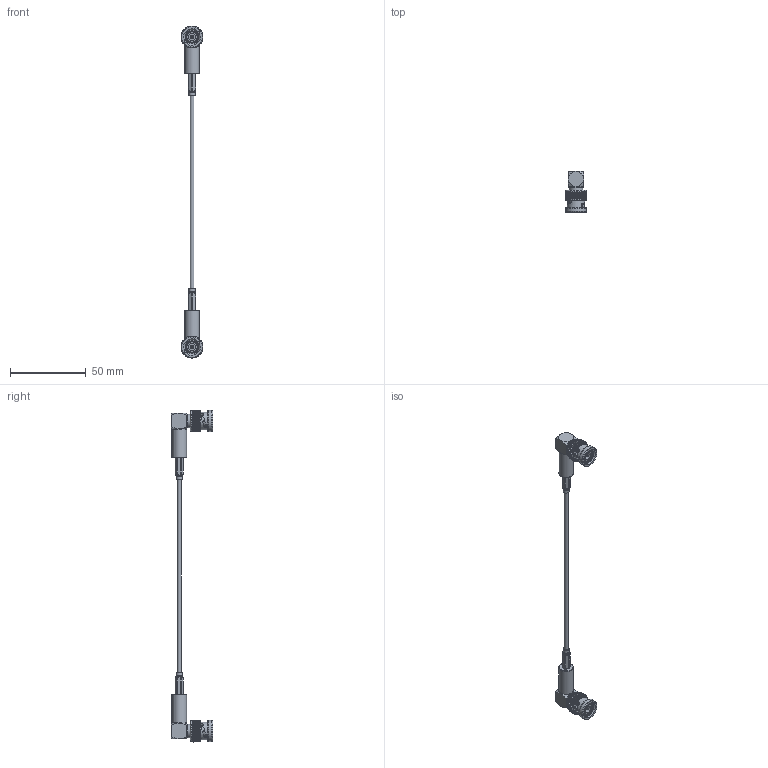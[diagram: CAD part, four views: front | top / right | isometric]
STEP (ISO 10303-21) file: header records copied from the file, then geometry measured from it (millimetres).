
FILE_DESCRIPTION (( 'STEP AP203' ), '1' );
FILE_NAME ('PE3351LF.step', '2020-02-21T15:07:23', ( '' ), ( '' ), 'SwSTEP 2.0', 'SolidWorks 2018', '' );
FILE_SCHEMA (( 'CONFIG_CONTROL_DESIGN' ));
Length unit declared in the file: inch
Products named in the file (3): PE3351LF; PE4393_Crimped; Coax Cable_RG187A-U
Assembly tree (3 placements, depth 2):
  PE3351LF
    Coax Cable_RG187A-U
    PE4393_Crimped  x2
Bounding box: 14.46 x 27 x 218.5 mm (x, y, z)
Volume: 8811.6 mm3; surface area: 8721.8 mm2
Topology: 7 solids, 9 shells, 911 faces, 2081 edges, 1212 vertices
Faces by surface type: plane 356, cone 298, cylinder 219, bspline 26, torus 12
Full cylindrical faces by diameter (mm): 0.711 x2, 1.016 x2, 1.092 x2, 1.27 x2, 1.46 x2, 1.627 x2, 2.054 x2, 2.184 x2, 2.212 x2, 2.489 x2, 2.591 x1, 2.7 x2, 3 x2, 3.7 x2, 3.81 x2, 4 x2, 4.4 x2, 4.877 x2, 6.904 x2, 7.057 x2, 7.501 x2, 8.975 x2, 9.395 x2, 9.652 x2, 9.991 x2, 11.395 x2, 11.515 x2, 13.38 x4, 13.922 x2
Entity records: 14643 total; most frequent: CARTESIAN_POINT 4842, ORIENTED_EDGE 1958, DIRECTION 1912, EDGE_CURVE 979, AXIS2_PLACEMENT_3D 813, VERTEX_POINT 589, EDGE_LOOP 524, FACE_OUTER_BOUND 493
